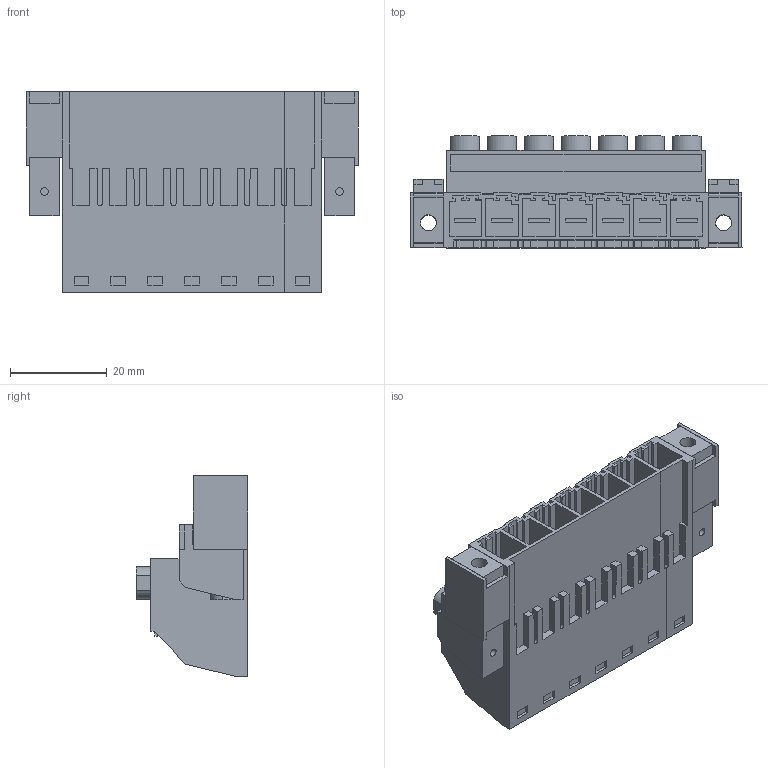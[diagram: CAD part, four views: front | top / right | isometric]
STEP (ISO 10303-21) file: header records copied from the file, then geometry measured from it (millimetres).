
FILE_DESCRIPTION(('CATIA V5R22 STEP214','CAx-IF Rec.Pracs.--- Model Styling and Organization---1.4--- 2014-01-23'),'2;1');
FILE_NAME ('D1459479_2_1932010000_1932010000.stp','2023-05-23T13:07:01+00:00',('none'),('Weidmueller'),'CATIA Version 5-6 Release 2016 SP3 HF44','CATIA V5 STEP AP214','none');
FILE_SCHEMA(('AUTOMOTIVE_DESIGN { 1 0 10303 214 1 1 1 1 }'));
Length unit declared in the file: millimetre
Products named in the file (1): 1932010000
Bounding box: 68.58 x 23.1 x 41.45 mm (x, y, z)
Volume: 25655.2 mm3; surface area: 20586.9 mm2
Topology: 17 solids, 17 shells, 688 faces, 1873 edges, 1251 vertices
Faces by surface type: plane 617, cylinder 71
Entity records: 20689 total; most frequent: CARTESIAN_POINT 3870, ORIENTED_EDGE 3746, DIRECTION 2694, EDGE_CURVE 1873, VECTOR 1686, LINE 1686, VERTEX_POINT 1251, EDGE_LOOP 736
